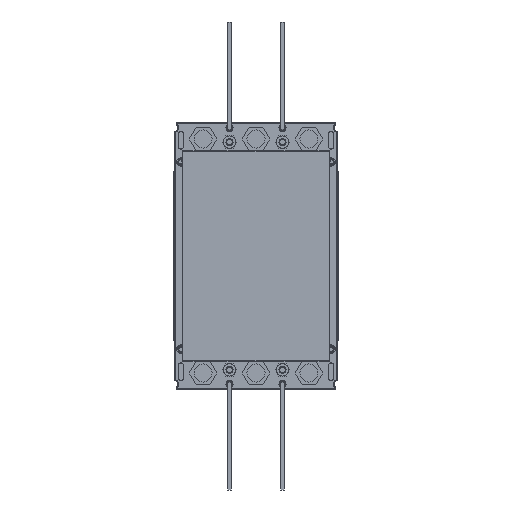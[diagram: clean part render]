
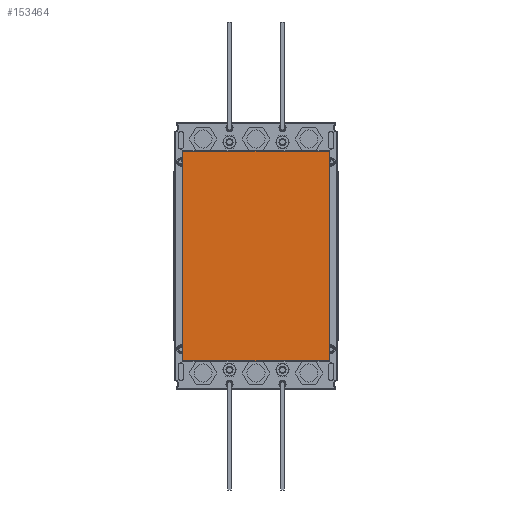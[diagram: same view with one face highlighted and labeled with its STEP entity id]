
A CAD part, front view. The second image highlights one B-rep face of the part: STEP entity #153464.
In plain terms, the highlighted planar face has unit normal (0, -1, 0).
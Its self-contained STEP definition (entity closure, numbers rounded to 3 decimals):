
#153385=DIRECTION('',(0.,0.,-1.));
#153386=VECTOR('',#153385,118.5);
#153387=CARTESIAN_POINT('',(-41.5,0.,59.25));
#153388=LINE('',#153387,#153386);
#153393=DIRECTION('',(1.,0.,0.));
#153394=VECTOR('',#153393,83.);
#153395=CARTESIAN_POINT('',(-41.5,0.,-59.25));
#153396=LINE('',#153395,#153394);
#153401=DIRECTION('',(0.,0.,1.));
#153402=VECTOR('',#153401,118.5);
#153403=CARTESIAN_POINT('',(41.5,0.,-59.25));
#153404=LINE('',#153403,#153402);
#153409=DIRECTION('',(-1.,0.,0.));
#153410=VECTOR('',#153409,83.);
#153411=CARTESIAN_POINT('',(41.5,0.,59.25));
#153412=LINE('',#153411,#153410);
#153433=CARTESIAN_POINT('',(-41.5,0.,59.25));
#153434=CARTESIAN_POINT('',(-41.5,0.,-59.25));
#153435=VERTEX_POINT('',#153433);
#153436=VERTEX_POINT('',#153434);
#153437=CARTESIAN_POINT('',(41.5,0.,59.25));
#153438=VERTEX_POINT('',#153437);
#153439=CARTESIAN_POINT('',(41.5,0.,-59.25));
#153440=VERTEX_POINT('',#153439);
#153449=CARTESIAN_POINT('',(0.,0.,0.));
#153450=DIRECTION('',(0.,1.,0.));
#153451=DIRECTION('',(1.,0.,0.));
#153452=AXIS2_PLACEMENT_3D('',#153449,#153450,#153451);
#153453=PLANE('',#153452);
#153455=ORIENTED_EDGE('',*,*,#153454,.F.);
#153457=ORIENTED_EDGE('',*,*,#153456,.F.);
#153459=ORIENTED_EDGE('',*,*,#153458,.F.);
#153461=ORIENTED_EDGE('',*,*,#153460,.F.);
#153462=EDGE_LOOP('',(#153455,#153457,#153459,#153461));
#153463=FACE_OUTER_BOUND('',#153462,.F.);
#153464=ADVANCED_FACE('',(#153463),#153453,.F.);
#153454=EDGE_CURVE('',#153435,#153436,#153388,.T.);
#153456=EDGE_CURVE('',#153438,#153435,#153412,.T.);
#153458=EDGE_CURVE('',#153440,#153438,#153404,.T.);
#153460=EDGE_CURVE('',#153436,#153440,#153396,.T.);
